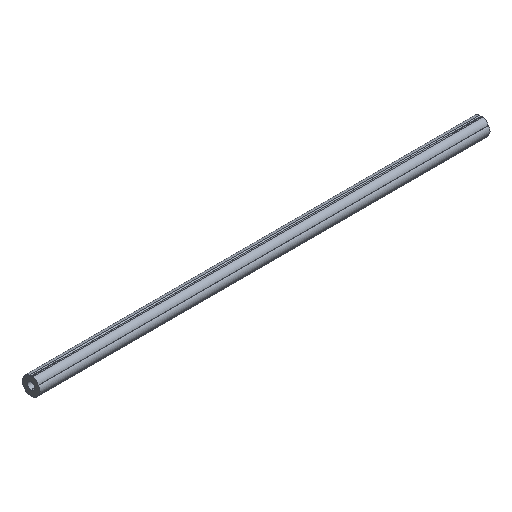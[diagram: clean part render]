
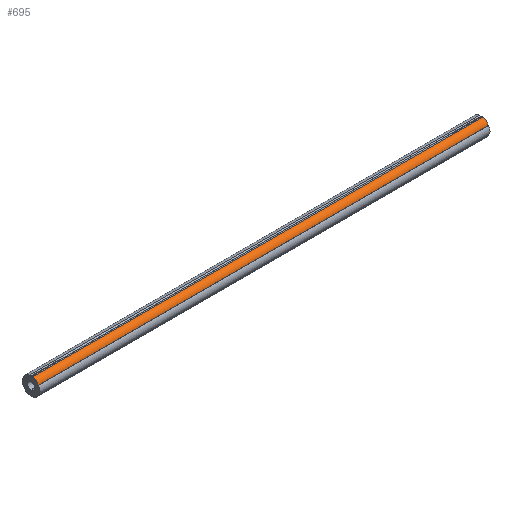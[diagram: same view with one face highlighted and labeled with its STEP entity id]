
A CAD part, isometric view. The second image highlights one B-rep face of the part: STEP entity #695.
In plain terms, the highlighted cylindrical face has radius 12.5 mm (diameter 25 mm), a partial arc.
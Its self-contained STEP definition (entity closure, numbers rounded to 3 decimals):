
#41 = DIRECTION ( 'NONE',  ( 0., 0., 1. ) ) ;
#44 = DIRECTION ( 'NONE',  ( -1., 0., 0. ) ) ;
#87 = CARTESIAN_POINT ( 'NONE',  ( 500., -15.918, 9.357 ) ) ;
#94 = CARTESIAN_POINT ( 'NONE',  ( -500., -3.75, 18.995 ) ) ;
#98 = CARTESIAN_POINT ( 'NONE',  ( 500., -3.75, 18.995 ) ) ;
#192 = EDGE_CURVE ( 'NONE', #534, #545, #197, .T. ) ;
#193 = EDGE_CURVE ( 'NONE', #532, #515, #234, .T. ) ;
#194 = EDGE_CURVE ( 'NONE', #545, #515, #490, .T. ) ;
#197 = CIRCLE ( 'NONE', #329, 12.5 ) ;
#218 = EDGE_CURVE ( 'NONE', #534, #532, #265, .T. ) ;
#234 = CIRCLE ( 'NONE', #311, 12.5 ) ;
#265 = LINE ( 'NONE', #266, #378 ) ;
#266 = CARTESIAN_POINT ( 'NONE',  ( 500., -3.75, 18.995 ) ) ;
#267 = DIRECTION ( 'NONE',  ( -1., 0., 0. ) ) ;
#302 = CARTESIAN_POINT ( 'NONE',  ( -500., -15.918, 9.357 ) ) ;
#311 = AXIS2_PLACEMENT_3D ( 'NONE', #494, #493, #492 ) ;
#329 = AXIS2_PLACEMENT_3D ( 'NONE', #497, #496, #495 ) ;
#330 = VECTOR ( 'NONE', #488, 1000. ) ;
#377 = CARTESIAN_POINT ( 'NONE',  ( 500., -3.75, 6.495 ) ) ;
#378 = VECTOR ( 'NONE', #267, 1000. ) ;
#407 = CYLINDRICAL_SURFACE ( 'NONE', #409, 12.5 ) ;
#409 = AXIS2_PLACEMENT_3D ( 'NONE', #377, #44, #41 ) ;
#445 = FACE_OUTER_BOUND ( 'NONE', #547, .T. ) ;
#488 = DIRECTION ( 'NONE',  ( -1., 0., 0. ) ) ;
#489 = CARTESIAN_POINT ( 'NONE',  ( 500., -15.918, 9.357 ) ) ;
#490 = LINE ( 'NONE', #489, #330 ) ;
#492 = DIRECTION ( 'NONE',  ( 0., 0., -1. ) ) ;
#493 = DIRECTION ( 'NONE',  ( 1., 0., 0. ) ) ;
#494 = CARTESIAN_POINT ( 'NONE',  ( -500., -3.75, 6.495 ) ) ;
#495 = DIRECTION ( 'NONE',  ( 0., 0., -1. ) ) ;
#496 = DIRECTION ( 'NONE',  ( 1., 0., 0. ) ) ;
#497 = CARTESIAN_POINT ( 'NONE',  ( 500., -3.75, 6.495 ) ) ;
#515 = VERTEX_POINT ( 'NONE', #302 ) ;
#532 = VERTEX_POINT ( 'NONE', #94 ) ;
#534 = VERTEX_POINT ( 'NONE', #98 ) ;
#545 = VERTEX_POINT ( 'NONE', #87 ) ;
#547 = EDGE_LOOP ( 'NONE', ( #570, #595, #593, #596 ) ) ;
#570 = ORIENTED_EDGE ( 'NONE', *, *, #192, .F. ) ;
#593 = ORIENTED_EDGE ( 'NONE', *, *, #193, .T. ) ;
#595 = ORIENTED_EDGE ( 'NONE', *, *, #218, .T. ) ;
#596 = ORIENTED_EDGE ( 'NONE', *, *, #194, .F. ) ;
#695 = ADVANCED_FACE ( 'NONE', ( #445 ), #407, .T. ) ;
